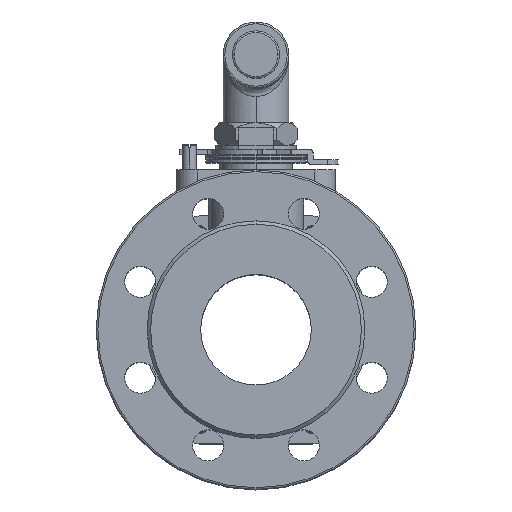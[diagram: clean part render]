
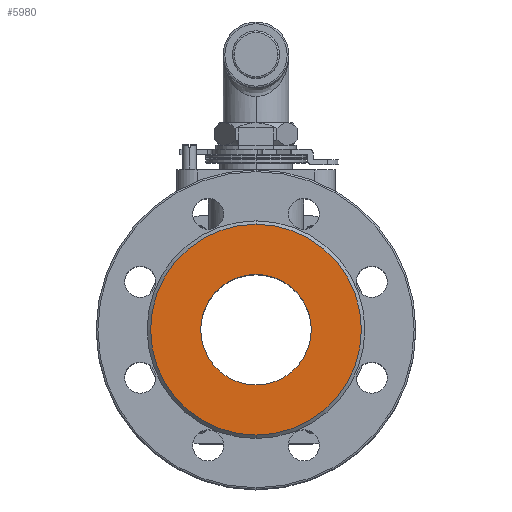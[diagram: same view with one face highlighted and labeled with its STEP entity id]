
A CAD part, top view. The second image highlights one B-rep face of the part: STEP entity #5980.
In plain terms, the highlighted planar face has unit normal (0, 0, 1).
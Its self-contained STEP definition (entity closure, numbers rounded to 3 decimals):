
#251 = EDGE_CURVE ( 'NONE', #11487, #796, #3941, .T. ) ;
#252 = EDGE_CURVE ( 'NONE', #11105, #11079, #3942, .T. ) ;
#725 = AXIS2_PLACEMENT_3D ( 'NONE', #15712, #15719, #15720 ) ;
#796 = VERTEX_POINT ( 'NONE', #4672 ) ;
#2651 = CARTESIAN_POINT ( 'NONE',  ( 0., 0., 70. ) ) ;
#2652 = DIRECTION ( 'NONE',  ( 0., 0., 1. ) ) ;
#2653 = DIRECTION ( 'NONE',  ( 1., 0., 0. ) ) ;
#3941 = CIRCLE ( 'NONE', #7766, 61. ) ;
#3942 = CIRCLE ( 'NONE', #7767, 32. ) ;
#4672 = CARTESIAN_POINT ( 'NONE',  ( 0., 61., 70. ) ) ;
#5524 = ORIENTED_EDGE ( 'NONE', *, *, #252, .F. ) ;
#5525 = ORIENTED_EDGE ( 'NONE', *, *, #16143, .F. ) ;
#5526 = ORIENTED_EDGE ( 'NONE', *, *, #13814, .F. ) ;
#5527 = ORIENTED_EDGE ( 'NONE', *, *, #251, .F. ) ;
#5980 = ADVANCED_FACE ( 'NONE', ( #14544, #14543 ), #15717, .T. ) ;
#6882 = CIRCLE ( 'NONE', #10300, 61. ) ;
#7766 = AXIS2_PLACEMENT_3D ( 'NONE', #9513, #9514, #9515 ) ;
#7767 = AXIS2_PLACEMENT_3D ( 'NONE', #9516, #9517, #9518 ) ;
#8391 = CARTESIAN_POINT ( 'NONE',  ( -32., 0., 70. ) ) ;
#8404 = CARTESIAN_POINT ( 'NONE',  ( 32., 0., 70. ) ) ;
#8616 = CARTESIAN_POINT ( 'NONE',  ( 0., -61., 70. ) ) ;
#8986 = CARTESIAN_POINT ( 'NONE',  ( 0., 0., 70. ) ) ;
#8987 = DIRECTION ( 'NONE',  ( 0., 0., -1. ) ) ;
#8988 = DIRECTION ( 'NONE',  ( 0., 1., 0. ) ) ;
#9513 = CARTESIAN_POINT ( 'NONE',  ( 0., 0., 70. ) ) ;
#9514 = DIRECTION ( 'NONE',  ( 0., 0., -1. ) ) ;
#9515 = DIRECTION ( 'NONE',  ( 0., 1., 0. ) ) ;
#9516 = CARTESIAN_POINT ( 'NONE',  ( 0., 0., 70. ) ) ;
#9517 = DIRECTION ( 'NONE',  ( 0., 0., 1. ) ) ;
#9518 = DIRECTION ( 'NONE',  ( 1., 0., 0. ) ) ;
#10300 = AXIS2_PLACEMENT_3D ( 'NONE', #8986, #8987, #8988 ) ;
#10456 = AXIS2_PLACEMENT_3D ( 'NONE', #2651, #2652, #2653 ) ;
#11079 = VERTEX_POINT ( 'NONE', #8391 ) ;
#11105 = VERTEX_POINT ( 'NONE', #8404 ) ;
#11487 = VERTEX_POINT ( 'NONE', #8616 ) ;
#11982 = CIRCLE ( 'NONE', #10456, 32. ) ;
#13516 = EDGE_LOOP ( 'NONE', ( #5526, #5527 ) ) ;
#13532 = EDGE_LOOP ( 'NONE', ( #5524, #5525 ) ) ;
#13814 = EDGE_CURVE ( 'NONE', #796, #11487, #6882, .T. ) ;
#14543 = FACE_OUTER_BOUND ( 'NONE', #13516, .T. ) ;
#14544 = FACE_BOUND ( 'NONE', #13532, .T. ) ;
#15712 = CARTESIAN_POINT ( 'NONE',  ( 0., 0., 70. ) ) ;
#15717 = PLANE ( 'NONE',  #725 ) ;
#15719 = DIRECTION ( 'NONE',  ( 0., 0., 1. ) ) ;
#15720 = DIRECTION ( 'NONE',  ( 0., -1., 0. ) ) ;
#16143 = EDGE_CURVE ( 'NONE', #11079, #11105, #11982, .T. ) ;
